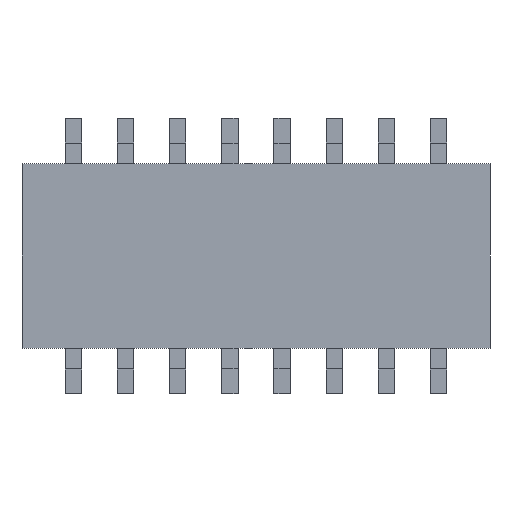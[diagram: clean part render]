
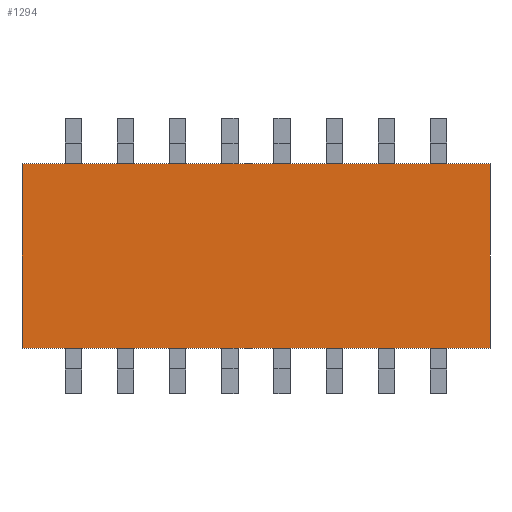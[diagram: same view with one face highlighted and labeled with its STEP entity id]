
A CAD part, front view. The second image highlights one B-rep face of the part: STEP entity #1294.
In plain terms, the highlighted planar face has unit normal (0, -1, 0).
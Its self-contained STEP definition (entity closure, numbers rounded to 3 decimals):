
#1294=ADVANCED_FACE('',(#3197),#3198,.F.);
#2460=EDGE_CURVE('',#4760,#4753,#4763,.T.);
#2464=EDGE_CURVE('',#4766,#4769,#4770,.T.);
#2470=EDGE_CURVE('',#4760,#4769,#4777,.T.);
#2472=EDGE_CURVE('',#4753,#4766,#4779,.T.);
#3197=FACE_OUTER_BOUND('',#5494,.T.);
#3198=PLANE('',#5495);
#4753=VERTEX_POINT('',#8203);
#4760=VERTEX_POINT('',#8214);
#4763=LINE('',#8219,#8220);
#4766=VERTEX_POINT('',#8224);
#4769=VERTEX_POINT('',#8229);
#4770=LINE('',#8230,#8231);
#4777=LINE('',#8243,#8244);
#4779=LINE('',#8247,#8248);
#5494=EDGE_LOOP('',(#10291,#10292,#10293,#10294));
#5495=AXIS2_PLACEMENT_3D('',#10295,#10296,#10297);
#8203=CARTESIAN_POINT('',(5.695,0.1,2.25));
#8214=CARTESIAN_POINT('',(-5.695,0.1,2.25));
#8219=CARTESIAN_POINT('',(0.0,0.1,2.25));
#8220=VECTOR('',#10933,1.0);
#8224=CARTESIAN_POINT('',(5.695,0.1,-2.25));
#8229=CARTESIAN_POINT('',(-5.695,0.1,-2.25));
#8230=CARTESIAN_POINT('',(0.0,0.1,-2.25));
#8231=VECTOR('',#10935,1.0);
#8243=CARTESIAN_POINT('',(-5.695,0.1,0.0));
#8244=VECTOR('',#10938,1.0);
#8247=CARTESIAN_POINT('',(5.695,0.1,0.0));
#8248=VECTOR('',#10939,1.0);
#10291=ORIENTED_EDGE('',*,*,#2470,.T.);
#10292=ORIENTED_EDGE('',*,*,#2464,.F.);
#10293=ORIENTED_EDGE('',*,*,#2472,.F.);
#10294=ORIENTED_EDGE('',*,*,#2460,.F.);
#10295=CARTESIAN_POINT('',(0.0,0.1,0.0));
#10296=DIRECTION('',(-0.0,1.0,0.0));
#10297=DIRECTION('',(1.0,0.0,0.0));
#10933=DIRECTION('',(1.0,0.0,0.0));
#10935=DIRECTION('',(-1.0,0.0,0.0));
#10938=DIRECTION('',(0.0,0.0,-1.0));
#10939=DIRECTION('',(0.0,0.0,-1.0));
